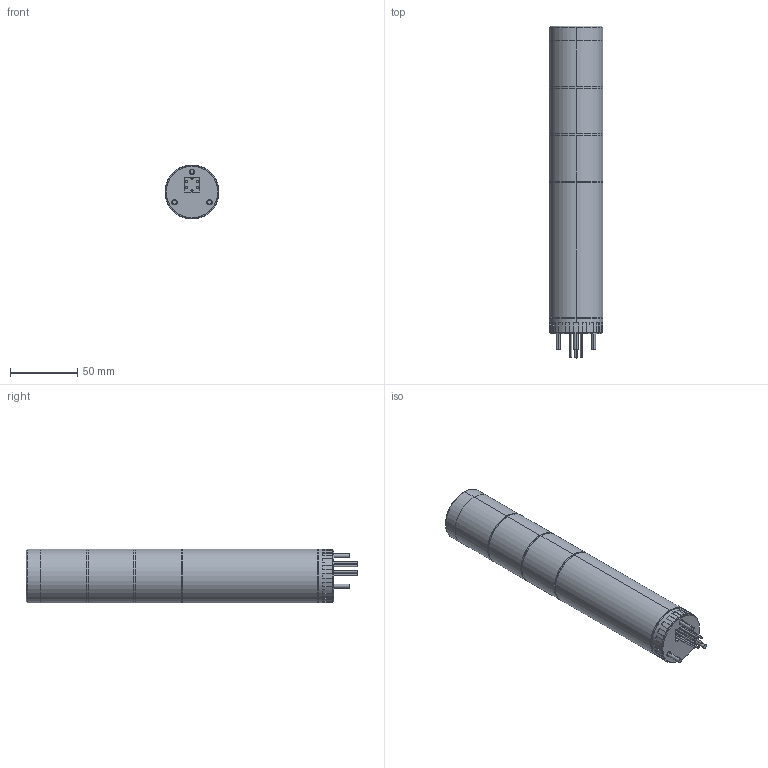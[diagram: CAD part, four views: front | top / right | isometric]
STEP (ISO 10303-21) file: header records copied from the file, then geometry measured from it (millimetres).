
FILE_DESCRIPTION (( 'STEP AP214' ), '1' );
FILE_NAME ('LCE-302W-RYG.step', '2016-10-25T14:44:19', ( '' ), ( '' ), 'SwSTEP 2.0', 'SolidWorks 2016', '' );
FILE_SCHEMA (( 'AUTOMOTIVE_DESIGN' ));
Length unit declared in the file: millimetre
Products named in the file (1): LCE-302W-RYG
Bounding box: 40 x 246 x 40 mm (x, y, z)
Volume: 284889.3 mm3; surface area: 57146.3 mm2
Topology: 21 solids, 21 shells, 202 faces, 470 edges, 312 vertices
Faces by surface type: plane 148, cylinder 50, cone 2, torus 2
Entity records: 6006 total; most frequent: DIRECTION 1022, CARTESIAN_POINT 985, ORIENTED_EDGE 940, EDGE_CURVE 470, AXIS2_PLACEMENT_3D 349, LINE 324, VECTOR 324, VERTEX_POINT 312
